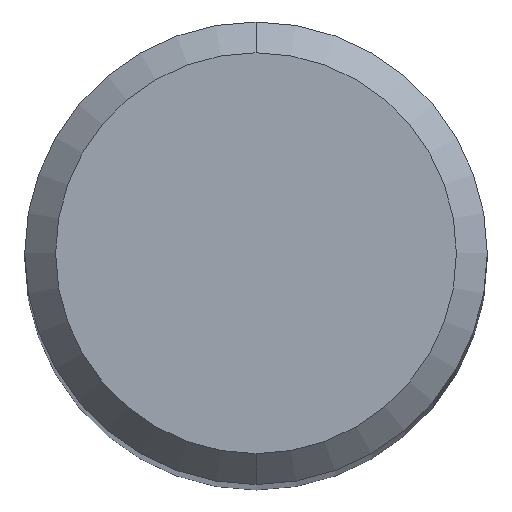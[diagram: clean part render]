
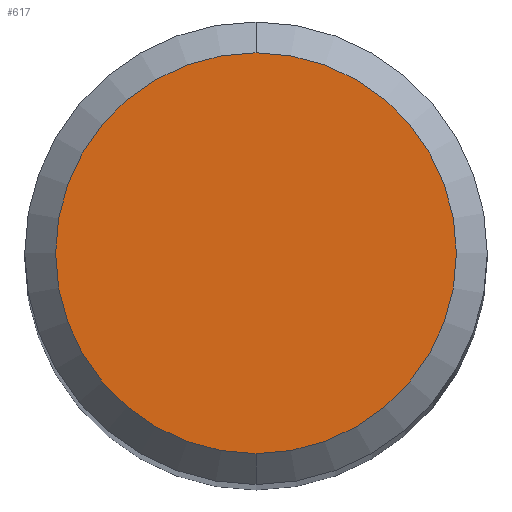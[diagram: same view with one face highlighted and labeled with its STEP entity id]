
A CAD part, top view. The second image highlights one B-rep face of the part: STEP entity #617.
In plain terms, the highlighted planar face has unit normal (0, 0, 1).
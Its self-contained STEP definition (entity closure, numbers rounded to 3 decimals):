
#617=ADVANCED_FACE('',(#1731),#1732,.T.);
#633=EDGE_CURVE('',#1507,#765,#1748,.T.);
#765=VERTEX_POINT('',#1894);
#1107=EDGE_CURVE('',#765,#1507,#2264,.T.);
#1507=VERTEX_POINT('',#2704);
#1731=FACE_OUTER_BOUND('',#3009,.T.);
#1732=PLANE('',#3010);
#1748=CIRCLE('',#3057,2.6);
#1894=CARTESIAN_POINT('',(0.,-2.6,0.0));
#2264=CIRCLE('',#9310,2.6);
#2704=CARTESIAN_POINT('',(0.0,2.6,0.0));
#3009=EDGE_LOOP('',(#15751,#15752));
#3010=AXIS2_PLACEMENT_3D('',#15753,#15754,#15755);
#3057=AXIS2_PLACEMENT_3D('',#15762,#15763,#15764);
#9310=AXIS2_PLACEMENT_3D('',#16229,#16230,#16231);
#15751=ORIENTED_EDGE('',*,*,#633,.F.);
#15752=ORIENTED_EDGE('',*,*,#1107,.F.);
#15753=CARTESIAN_POINT('',(0.0,1.3,0.0));
#15754=DIRECTION('',(-0.0,0.0,1.0));
#15755=DIRECTION('',(0.0,-1.0,0.0));
#15762=CARTESIAN_POINT('',(0.0,0.0,0.0));
#15763=DIRECTION('',(0.0,0.0,-1.0));
#15764=DIRECTION('',(0.0,1.0,0.0));
#16229=CARTESIAN_POINT('',(0.0,0.0,0.0));
#16230=DIRECTION('',(0.0,0.0,-1.0));
#16231=DIRECTION('',(0.0,1.0,0.0));
